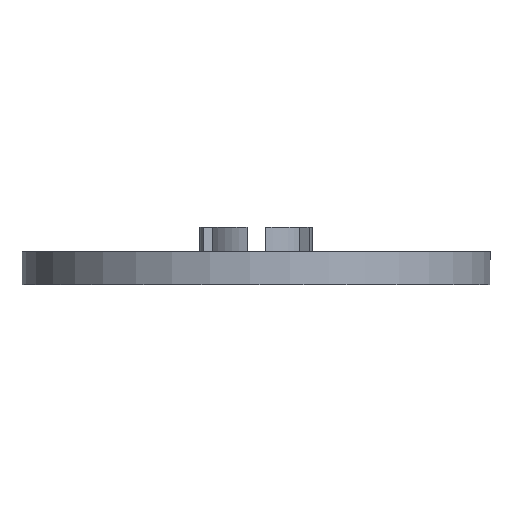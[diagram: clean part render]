
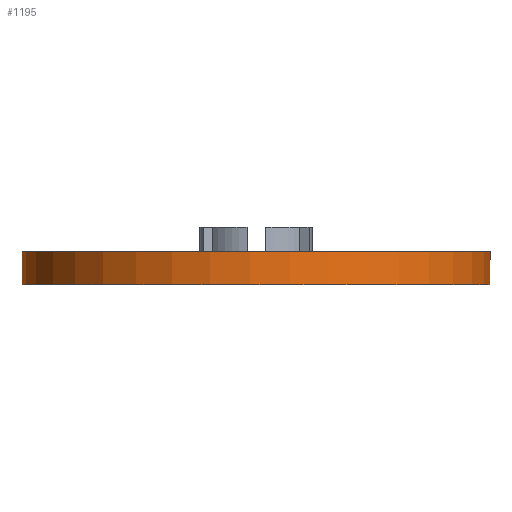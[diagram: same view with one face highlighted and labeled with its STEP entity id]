
A CAD part, left-side view. The second image highlights one B-rep face of the part: STEP entity #1195.
In plain terms, the highlighted cylindrical face has radius 42.5 mm (diameter 85 mm), a partial arc.
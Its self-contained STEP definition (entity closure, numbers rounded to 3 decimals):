
#76=CYLINDRICAL_SURFACE('',#1302,42.5);
#124=LINE('',#1936,#222);
#126=LINE('',#2000,#224);
#222=VECTOR('',#1476,10.);
#224=VECTOR('',#1478,10.);
#317=FACE_OUTER_BOUND('',#394,.T.);
#394=EDGE_LOOP('',(#897,#898,#899,#900));
#457=CIRCLE('',#1266,42.5);
#476=CIRCLE('',#1303,42.5);
#501=VERTEX_POINT('',#1667);
#502=VERTEX_POINT('',#1668);
#542=VERTEX_POINT('',#1935);
#544=VERTEX_POINT('',#1984);
#617=EDGE_CURVE('',#501,#502,#457,.T.);
#677=EDGE_CURVE('',#542,#502,#124,.T.);
#681=EDGE_CURVE('',#501,#544,#126,.T.);
#682=EDGE_CURVE('',#542,#544,#476,.T.);
#897=ORIENTED_EDGE('',*,*,#681,.T.);
#898=ORIENTED_EDGE('',*,*,#682,.F.);
#899=ORIENTED_EDGE('',*,*,#677,.T.);
#900=ORIENTED_EDGE('',*,*,#617,.F.);
#1195=ADVANCED_FACE('',(#317),#76,.T.);
#1266=AXIS2_PLACEMENT_3D('',#1669,#1369,#1370);
#1302=AXIS2_PLACEMENT_3D('',#2001,#1479,#1480);
#1303=AXIS2_PLACEMENT_3D('',#2002,#1481,#1482);
#1369=DIRECTION('center_axis',(0.,0.,-1.));
#1370=DIRECTION('ref_axis',(1.,0.,0.));
#1476=DIRECTION('',(0.,0.,-1.));
#1478=DIRECTION('',(0.,0.,1.));
#1479=DIRECTION('center_axis',(0.,0.,1.));
#1480=DIRECTION('ref_axis',(-0.974,-0.227,0.));
#1481=DIRECTION('center_axis',(0.,0.,1.));
#1482=DIRECTION('ref_axis',(1.,0.,0.));
#1667=CARTESIAN_POINT('',(42.311,-4.,-3.));
#1668=CARTESIAN_POINT('',(36.192,22.28,-3.));
#1669=CARTESIAN_POINT('Origin',(0.,0.,-3.));
#1935=CARTESIAN_POINT('',(36.192,22.28,3.));
#1936=CARTESIAN_POINT('',(36.192,22.28,0.));
#1984=CARTESIAN_POINT('',(42.311,-4.,3.));
#2000=CARTESIAN_POINT('',(42.311,-4.,0.));
#2001=CARTESIAN_POINT('Origin',(0.,0.,0.));
#2002=CARTESIAN_POINT('Origin',(0.,0.,3.));
